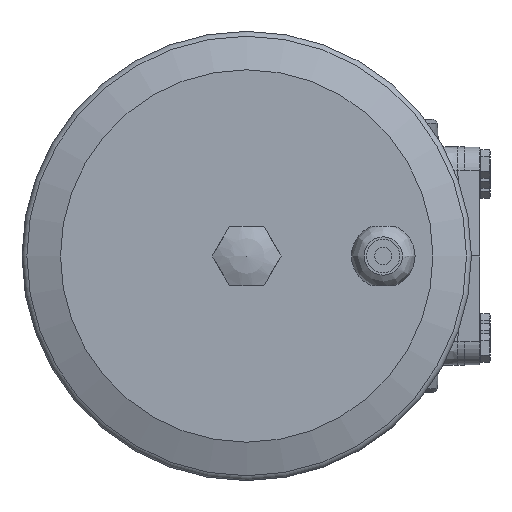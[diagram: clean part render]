
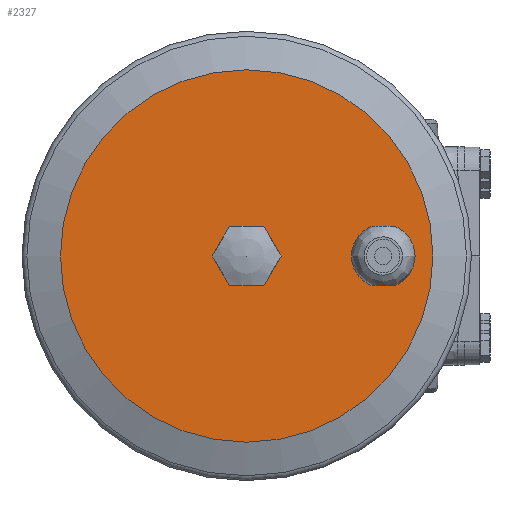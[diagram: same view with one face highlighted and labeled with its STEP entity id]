
A CAD part, left-side view. The second image highlights one B-rep face of the part: STEP entity #2327.
In plain terms, the highlighted planar face has unit normal (-1, 0, 0).
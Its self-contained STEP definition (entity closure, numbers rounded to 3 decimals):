
#2327 = ADVANCED_FACE( '', ( #4947, #4948, #4949 ), #4950, .T. );
#4947 = FACE_BOUND( '', #16808, .T. );
#4948 = FACE_OUTER_BOUND( '', #16809, .T. );
#4949 = FACE_BOUND( '', #16810, .T. );
#4950 = PLANE( '', #16811 );
#16808 = EDGE_LOOP( '', ( #22707, #22708, #22709, #22710 ) );
#16809 = EDGE_LOOP( '', ( #22711 ) );
#16810 = EDGE_LOOP( '', ( #22712, #22713, #22714, #22715, #22716, #22717 ) );
#16811 = AXIS2_PLACEMENT_3D( '', #22718, #22719, #22720 );
#22707 = ORIENTED_EDGE( '', *, *, #25059, .F. );
#22708 = ORIENTED_EDGE( '', *, *, #23529, .F. );
#22709 = ORIENTED_EDGE( '', *, *, #25109, .F. );
#22710 = ORIENTED_EDGE( '', *, *, #23643, .T. );
#22711 = ORIENTED_EDGE( '', *, *, #23816, .T. );
#22712 = ORIENTED_EDGE( '', *, *, #23820, .T. );
#22713 = ORIENTED_EDGE( '', *, *, #24793, .T. );
#22714 = ORIENTED_EDGE( '', *, *, #24462, .T. );
#22715 = ORIENTED_EDGE( '', *, *, #24296, .T. );
#22716 = ORIENTED_EDGE( '', *, *, #23914, .T. );
#22717 = ORIENTED_EDGE( '', *, *, #22969, .T. );
#22718 = CARTESIAN_POINT( '', ( -522.5, -53.2, 0. ) );
#22719 = DIRECTION( '', ( -1., 0., 0. ) );
#22720 = DIRECTION( '', ( 0., -1., 0. ) );
#22969 = EDGE_CURVE( '', #25408, #25412, #25414, .T. );
#23529 = EDGE_CURVE( '', #26345, #26348, #26349, .T. );
#23643 = EDGE_CURVE( '', #26531, #26529, #26532, .T. );
#23816 = EDGE_CURVE( '', #26791, #26791, #26792, .T. );
#23820 = EDGE_CURVE( '', #25412, #26796, #26798, .T. );
#23914 = EDGE_CURVE( '', #26942, #25408, #26945, .T. );
#24296 = EDGE_CURVE( '', #27479, #26942, #27482, .T. );
#24462 = EDGE_CURVE( '', #27699, #27479, #27702, .T. );
#24793 = EDGE_CURVE( '', #26796, #27699, #28116, .T. );
#25059 = EDGE_CURVE( '', #26348, #26529, #28410, .T. );
#25109 = EDGE_CURVE( '', #26531, #26345, #28462, .T. );
#25408 = VERTEX_POINT( '', #29140 );
#25412 = VERTEX_POINT( '', #29145 );
#25414 = LINE( '', #29148, #29149 );
#26345 = VERTEX_POINT( '', #31590 );
#26348 = VERTEX_POINT( '', #31594 );
#26349 = LINE( '', #31595, #31596 );
#26529 = VERTEX_POINT( '', #32101 );
#26531 = VERTEX_POINT( '', #32104 );
#26532 = LINE( '', #32105, #32106 );
#26791 = VERTEX_POINT( '', #32725 );
#26792 = CIRCLE( '', #32726, 75. );
#26796 = VERTEX_POINT( '', #32730 );
#26798 = LINE( '', #32733, #32734 );
#26942 = VERTEX_POINT( '', #33145 );
#26945 = LINE( '', #33149, #33150 );
#27479 = VERTEX_POINT( '', #34426 );
#27482 = LINE( '', #34430, #34431 );
#27699 = VERTEX_POINT( '', #35019 );
#27702 = LINE( '', #35023, #35024 );
#28116 = LINE( '', #36332, #36333 );
#28410 = CIRCLE( '', #37058, 12.8 );
#28462 = CIRCLE( '', #37190, 12.8 );
#29140 = CARTESIAN_POINT( '', ( -522.5, 14.872, -12. ) );
#29145 = CARTESIAN_POINT( '', ( -522.5, 28.728, -12. ) );
#29148 = CARTESIAN_POINT( '', ( -522.5, 14.872, -12. ) );
#29149 = VECTOR( '', #37433, 1000. );
#31590 = CARTESIAN_POINT( '', ( -522.5, -37.654, 12. ) );
#31594 = CARTESIAN_POINT( '', ( -522.5, -28.746, 12. ) );
#31595 = CARTESIAN_POINT( '', ( -522.5, -37.654, 12. ) );
#31596 = VECTOR( '', #38040, 1000. );
#32101 = CARTESIAN_POINT( '', ( -522.5, -28.746, -12. ) );
#32104 = CARTESIAN_POINT( '', ( -522.5, -37.654, -12. ) );
#32105 = CARTESIAN_POINT( '', ( -522.5, -37.654, -12. ) );
#32106 = VECTOR( '', #38178, 1000. );
#32725 = CARTESIAN_POINT( '', ( -522.5, -53.2, 0. ) );
#32726 = AXIS2_PLACEMENT_3D( '', #38364, #38365, #38366 );
#32730 = CARTESIAN_POINT( '', ( -522.5, 35.656, 0. ) );
#32733 = CARTESIAN_POINT( '', ( -522.5, 28.728, -12. ) );
#32734 = VECTOR( '', #38371, 1000. );
#33145 = CARTESIAN_POINT( '', ( -522.5, 7.944, 0. ) );
#33149 = CARTESIAN_POINT( '', ( -522.5, 7.944, 0. ) );
#33150 = VECTOR( '', #38476, 1000. );
#34426 = CARTESIAN_POINT( '', ( -522.5, 14.872, 12. ) );
#34430 = CARTESIAN_POINT( '', ( -522.5, 14.872, 12. ) );
#34431 = VECTOR( '', #38886, 1000. );
#35019 = CARTESIAN_POINT( '', ( -522.5, 28.728, 12. ) );
#35023 = CARTESIAN_POINT( '', ( -522.5, 28.728, 12. ) );
#35024 = VECTOR( '', #39032, 1000. );
#36332 = CARTESIAN_POINT( '', ( -522.5, 35.656, 0. ) );
#36333 = VECTOR( '', #39355, 1000. );
#37058 = AXIS2_PLACEMENT_3D( '', #39545, #39546, #39547 );
#37190 = AXIS2_PLACEMENT_3D( '', #39567, #39568, #39569 );
#37433 = DIRECTION( '', ( 0., 1., 0. ) );
#38040 = DIRECTION( '', ( 0., 1., 0. ) );
#38178 = DIRECTION( '', ( 0., 1., 0. ) );
#38364 = CARTESIAN_POINT( '', ( -522.5, 21.8, 0. ) );
#38365 = DIRECTION( '', ( -1., 0., 0. ) );
#38366 = DIRECTION( '', ( 0., -1., 0. ) );
#38371 = DIRECTION( '', ( 0., 0.5, 0.866 ) );
#38476 = DIRECTION( '', ( 0., 0.5, -0.866 ) );
#38886 = DIRECTION( '', ( 0., -0.5, -0.866 ) );
#39032 = DIRECTION( '', ( 0., -1., 0. ) );
#39355 = DIRECTION( '', ( 0., -0.5, 0.866 ) );
#39545 = CARTESIAN_POINT( '', ( -522.5, -33.2, 0. ) );
#39546 = DIRECTION( '', ( -1., 0., 0. ) );
#39547 = DIRECTION( '', ( 0., -1., 0. ) );
#39567 = CARTESIAN_POINT( '', ( -522.5, -33.2, 0. ) );
#39568 = DIRECTION( '', ( -1., 0., 0. ) );
#39569 = DIRECTION( '', ( 0., -1., 0. ) );
